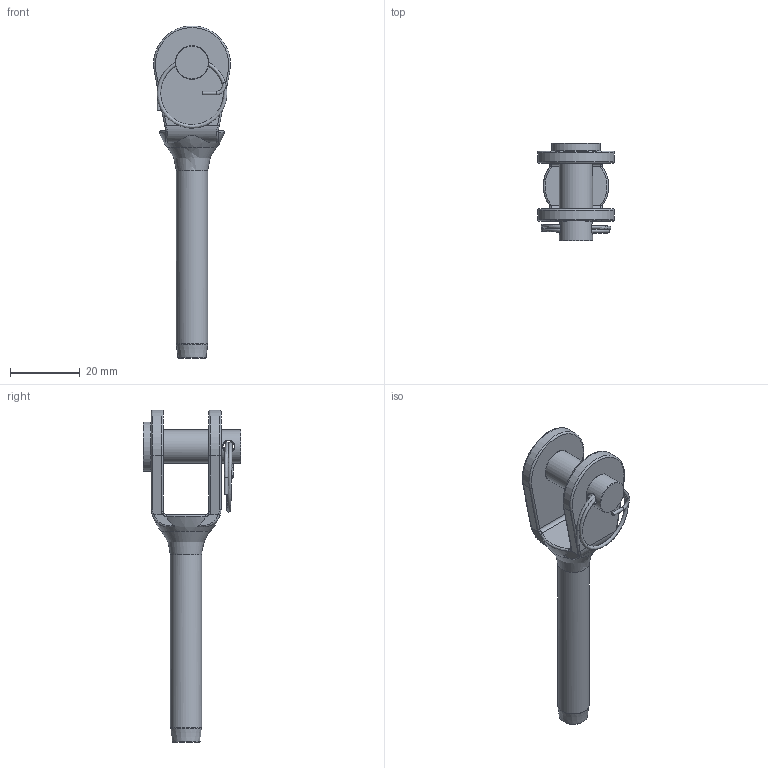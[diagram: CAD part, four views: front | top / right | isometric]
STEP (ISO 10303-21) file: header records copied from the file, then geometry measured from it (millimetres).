
FILE_DESCRIPTION (( 'STEP AP203' ), '1' );
FILE_NAME ('101200606.step', '2023-09-22T07:23:19', ( '' ), ( '' ), 'SwSTEP 2.0', 'SolidWorks 2018', '' );
FILE_SCHEMA (( 'CONFIG_CONTROL_DESIGN' ));
Length unit declared in the file: millimetre
Products named in the file (4): 101200X0X Teil2_101200606 Teil2; 101200X0X Teil3_101200606 Teil3; 101200X0X Teil1_101200606 Teil1; 101200606
Assembly tree (3 placements, depth 2):
  101200606
    101200X0X Teil1_101200606 Teil1
    101200X0X Teil2_101200606 Teil2
    101200X0X Teil3_101200606 Teil3
Bounding box: 21.99 x 28 x 94.96 mm (x, y, z)
Volume: 9090.3 mm3; surface area: 7458.1 mm2
Topology: 3 solids, 3 shells, 309 faces, 819 edges, 526 vertices
Faces by surface type: bspline 124, plane 102, cylinder 59, torus 22, cone 2
Full cylindrical faces by diameter (mm): 1 x2, 3.3 x1, 6.3 x1, 9 x1, 9.5 x3, 14 x1
Entity records: 17366 total; most frequent: CARTESIAN_POINT 10658, ORIENTED_EDGE 1480, DIRECTION 944, EDGE_CURVE 740, VERTEX_POINT 498, EDGE_LOOP 364, FACE_OUTER_BOUND 328, AXIS2_PLACEMENT_3D 326
